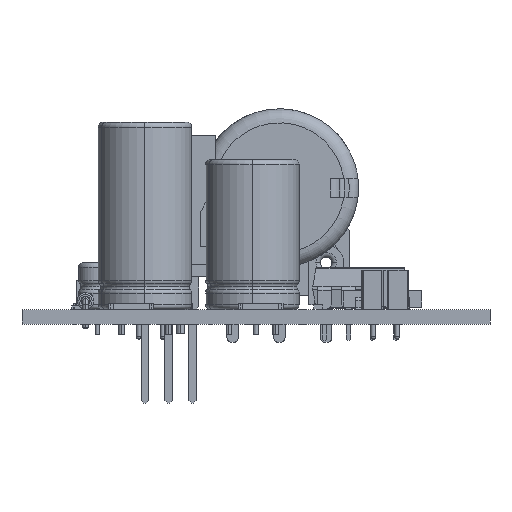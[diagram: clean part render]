
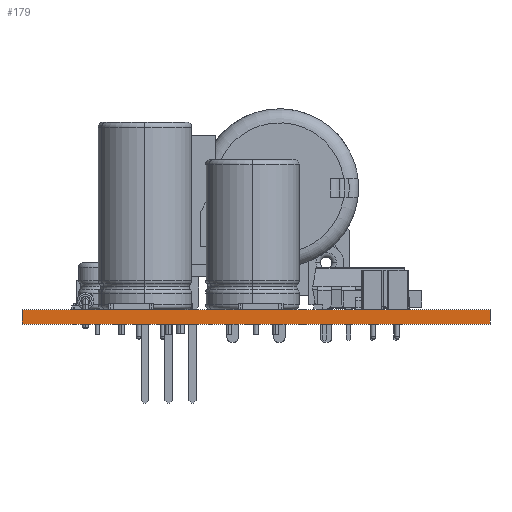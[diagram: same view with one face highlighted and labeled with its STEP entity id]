
A CAD part, left-side view. The second image highlights one B-rep face of the part: STEP entity #179.
In plain terms, the highlighted planar face has unit normal (-1, 0, 0).
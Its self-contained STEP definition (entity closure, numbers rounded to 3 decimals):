
#123 = VERTEX_POINT('',#124);
#124 = CARTESIAN_POINT('',(-70.,50.,0.775));
#130 = EDGE_CURVE('',#131,#123,#133,.T.);
#131 = VERTEX_POINT('',#132);
#132 = CARTESIAN_POINT('',(-70.,50.,-0.775));
#133 = LINE('',#134,#135);
#134 = CARTESIAN_POINT('',(-70.,50.,-0.775));
#135 = VECTOR('',#136,1.);
#136 = DIRECTION('',(0.,0.,1.));
#179 = ADVANCED_FACE('',(#180),#205,.F.);
#180 = FACE_BOUND('',#181,.F.);
#181 = EDGE_LOOP('',(#182,#183,#191,#199));
#182 = ORIENTED_EDGE('',*,*,#130,.T.);
#183 = ORIENTED_EDGE('',*,*,#184,.T.);
#184 = EDGE_CURVE('',#123,#185,#187,.T.);
#185 = VERTEX_POINT('',#186);
#186 = CARTESIAN_POINT('',(-70.,0.,0.775));
#187 = LINE('',#188,#189);
#188 = CARTESIAN_POINT('',(-70.,50.,0.775));
#189 = VECTOR('',#190,1.);
#190 = DIRECTION('',(0.,-1.,0.));
#191 = ORIENTED_EDGE('',*,*,#192,.F.);
#192 = EDGE_CURVE('',#193,#185,#195,.T.);
#193 = VERTEX_POINT('',#194);
#194 = CARTESIAN_POINT('',(-70.,0.,-0.775));
#195 = LINE('',#196,#197);
#196 = CARTESIAN_POINT('',(-70.,0.,-0.775));
#197 = VECTOR('',#198,1.);
#198 = DIRECTION('',(0.,0.,1.));
#199 = ORIENTED_EDGE('',*,*,#200,.F.);
#200 = EDGE_CURVE('',#131,#193,#201,.T.);
#201 = LINE('',#202,#203);
#202 = CARTESIAN_POINT('',(-70.,50.,-0.775));
#203 = VECTOR('',#204,1.);
#204 = DIRECTION('',(0.,-1.,0.));
#205 = PLANE('',#206);
#206 = AXIS2_PLACEMENT_3D('',#207,#208,#209);
#207 = CARTESIAN_POINT('',(-70.,50.,-0.775));
#208 = DIRECTION('',(1.,0.,0.));
#209 = DIRECTION('',(0.,-1.,0.));
